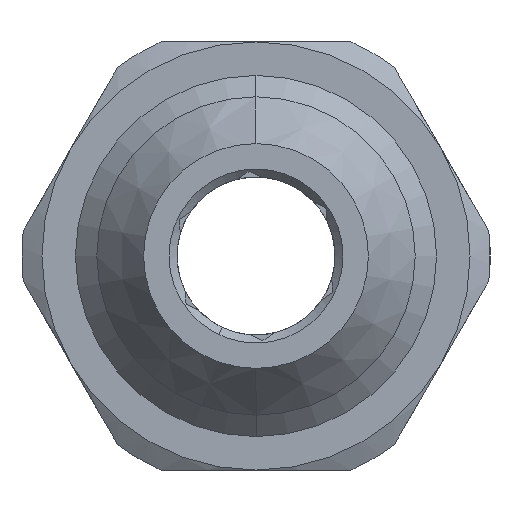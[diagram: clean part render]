
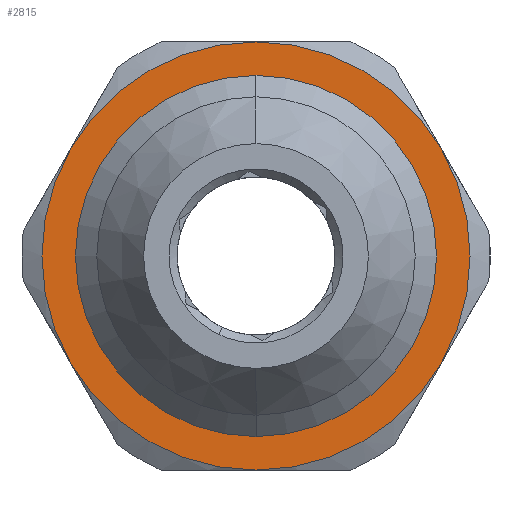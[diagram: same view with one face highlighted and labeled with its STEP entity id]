
A CAD part, left-side view. The second image highlights one B-rep face of the part: STEP entity #2815.
In plain terms, the highlighted planar face has unit normal (-1, 0, 0).
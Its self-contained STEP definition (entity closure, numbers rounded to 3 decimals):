
#382 = AXIS2_PLACEMENT_3D ( 'NONE', #1166, #1167, #1168 ) ;
#971 = CARTESIAN_POINT ( 'NONE',  ( 21.9, 0., -12.4 ) ) ;
#987 = CARTESIAN_POINT ( 'NONE',  ( 21.9, 0., 12.4 ) ) ;
#1003 = CARTESIAN_POINT ( 'NONE',  ( 21.9, 13.856, 8. ) ) ;
#1004 = CARTESIAN_POINT ( 'NONE',  ( 21.9, 0., 16. ) ) ;
#1005 = CARTESIAN_POINT ( 'NONE',  ( 21.9, -13.856, 8. ) ) ;
#1006 = CARTESIAN_POINT ( 'NONE',  ( 21.9, -13.856, -8. ) ) ;
#1007 = CARTESIAN_POINT ( 'NONE',  ( 21.9, 0., -16. ) ) ;
#1008 = CARTESIAN_POINT ( 'NONE',  ( 21.9, 13.856, -8. ) ) ;
#1165 = PLANE ( 'NONE',  #382 ) ;
#1166 = CARTESIAN_POINT ( 'NONE',  ( 21.9, 12.4, 0. ) ) ;
#1167 = DIRECTION ( 'NONE',  ( -1., 0., 0. ) ) ;
#1168 = DIRECTION ( 'NONE',  ( 0., 0., 1. ) ) ;
#1288 = ORIENTED_EDGE ( 'NONE', *, *, #2489, .F. ) ;
#1289 = ORIENTED_EDGE ( 'NONE', *, *, #2488, .F. ) ;
#1315 = ORIENTED_EDGE ( 'NONE', *, *, #2487, .F. ) ;
#1317 = ORIENTED_EDGE ( 'NONE', *, *, #2486, .F. ) ;
#1318 = ORIENTED_EDGE ( 'NONE', *, *, #2467, .T. ) ;
#1319 = ORIENTED_EDGE ( 'NONE', *, *, #2484, .F. ) ;
#1320 = ORIENTED_EDGE ( 'NONE', *, *, #2485, .F. ) ;
#1321 = ORIENTED_EDGE ( 'NONE', *, *, #2483, .T. ) ;
#1409 = FACE_BOUND ( 'NONE', #4451, .T. ) ;
#1410 = FACE_OUTER_BOUND ( 'NONE', #4452, .T. ) ;
#2467 = EDGE_CURVE ( 'NONE', #2722, #2706, #2931, .T. ) ;
#2483 = EDGE_CURVE ( 'NONE', #2706, #2722, #2950, .T. ) ;
#2484 = EDGE_CURVE ( 'NONE', #2742, #2743, #2951, .T. ) ;
#2485 = EDGE_CURVE ( 'NONE', #2741, #2742, #2952, .T. ) ;
#2486 = EDGE_CURVE ( 'NONE', #2740, #2741, #2953, .T. ) ;
#2487 = EDGE_CURVE ( 'NONE', #2739, #2740, #2954, .T. ) ;
#2488 = EDGE_CURVE ( 'NONE', #2738, #2739, #2955, .T. ) ;
#2489 = EDGE_CURVE ( 'NONE', #2743, #2738, #2956, .T. ) ;
#2706 = VERTEX_POINT ( 'NONE', #971 ) ;
#2722 = VERTEX_POINT ( 'NONE', #987 ) ;
#2738 = VERTEX_POINT ( 'NONE', #1003 ) ;
#2739 = VERTEX_POINT ( 'NONE', #1004 ) ;
#2740 = VERTEX_POINT ( 'NONE', #1005 ) ;
#2741 = VERTEX_POINT ( 'NONE', #1006 ) ;
#2742 = VERTEX_POINT ( 'NONE', #1007 ) ;
#2743 = VERTEX_POINT ( 'NONE', #1008 ) ;
#2815 = ADVANCED_FACE ( 'NONE', ( #1409, #1410 ), #1165, .T. ) ;
#2931 = CIRCLE ( 'NONE', #3565, 12.4 ) ;
#2950 = CIRCLE ( 'NONE', #3578, 12.4 ) ;
#2951 = CIRCLE ( 'NONE', #3579, 16. ) ;
#2952 = CIRCLE ( 'NONE', #3580, 16. ) ;
#2953 = CIRCLE ( 'NONE', #3581, 16. ) ;
#2954 = CIRCLE ( 'NONE', #3582, 16. ) ;
#2955 = CIRCLE ( 'NONE', #3583, 16. ) ;
#2956 = CIRCLE ( 'NONE', #3584, 16. ) ;
#3565 = AXIS2_PLACEMENT_3D ( 'NONE', #5592, #5593, #5594 ) ;
#3578 = AXIS2_PLACEMENT_3D ( 'NONE', #5637, #5638, #5639 ) ;
#3579 = AXIS2_PLACEMENT_3D ( 'NONE', #5640, #5641, #5642 ) ;
#3580 = AXIS2_PLACEMENT_3D ( 'NONE', #5643, #5644, #5645 ) ;
#3581 = AXIS2_PLACEMENT_3D ( 'NONE', #5646, #5647, #5648 ) ;
#3582 = AXIS2_PLACEMENT_3D ( 'NONE', #5649, #5650, #5651 ) ;
#3583 = AXIS2_PLACEMENT_3D ( 'NONE', #5652, #5653, #5654 ) ;
#3584 = AXIS2_PLACEMENT_3D ( 'NONE', #5655, #5656, #5657 ) ;
#4451 = EDGE_LOOP ( 'NONE', ( #1321, #1318 ) ) ;
#4452 = EDGE_LOOP ( 'NONE', ( #1319, #1320, #1317, #1315, #1289, #1288 ) ) ;
#5592 = CARTESIAN_POINT ( 'NONE',  ( 21.9, 0., 0. ) ) ;
#5593 = DIRECTION ( 'NONE',  ( 1., 0., 0. ) ) ;
#5594 = DIRECTION ( 'NONE',  ( 0., 0., -1. ) ) ;
#5637 = CARTESIAN_POINT ( 'NONE',  ( 21.9, 0., 0. ) ) ;
#5638 = DIRECTION ( 'NONE',  ( 1., 0., 0. ) ) ;
#5639 = DIRECTION ( 'NONE',  ( 0., 0., -1. ) ) ;
#5640 = CARTESIAN_POINT ( 'NONE',  ( 21.9, 0., 0. ) ) ;
#5641 = DIRECTION ( 'NONE',  ( 1., 0., 0. ) ) ;
#5642 = DIRECTION ( 'NONE',  ( 0., 0., -1. ) ) ;
#5643 = CARTESIAN_POINT ( 'NONE',  ( 21.9, 0., 0. ) ) ;
#5644 = DIRECTION ( 'NONE',  ( 1., 0., 0. ) ) ;
#5645 = DIRECTION ( 'NONE',  ( 0., 0., -1. ) ) ;
#5646 = CARTESIAN_POINT ( 'NONE',  ( 21.9, 0., 0. ) ) ;
#5647 = DIRECTION ( 'NONE',  ( 1., 0., 0. ) ) ;
#5648 = DIRECTION ( 'NONE',  ( 0., 0., -1. ) ) ;
#5649 = CARTESIAN_POINT ( 'NONE',  ( 21.9, 0., 0. ) ) ;
#5650 = DIRECTION ( 'NONE',  ( 1., 0., 0. ) ) ;
#5651 = DIRECTION ( 'NONE',  ( 0., 0., -1. ) ) ;
#5652 = CARTESIAN_POINT ( 'NONE',  ( 21.9, 0., 0. ) ) ;
#5653 = DIRECTION ( 'NONE',  ( 1., 0., 0. ) ) ;
#5654 = DIRECTION ( 'NONE',  ( 0., 0., -1. ) ) ;
#5655 = CARTESIAN_POINT ( 'NONE',  ( 21.9, 0., 0. ) ) ;
#5656 = DIRECTION ( 'NONE',  ( 1., 0., 0. ) ) ;
#5657 = DIRECTION ( 'NONE',  ( 0., 0., -1. ) ) ;
